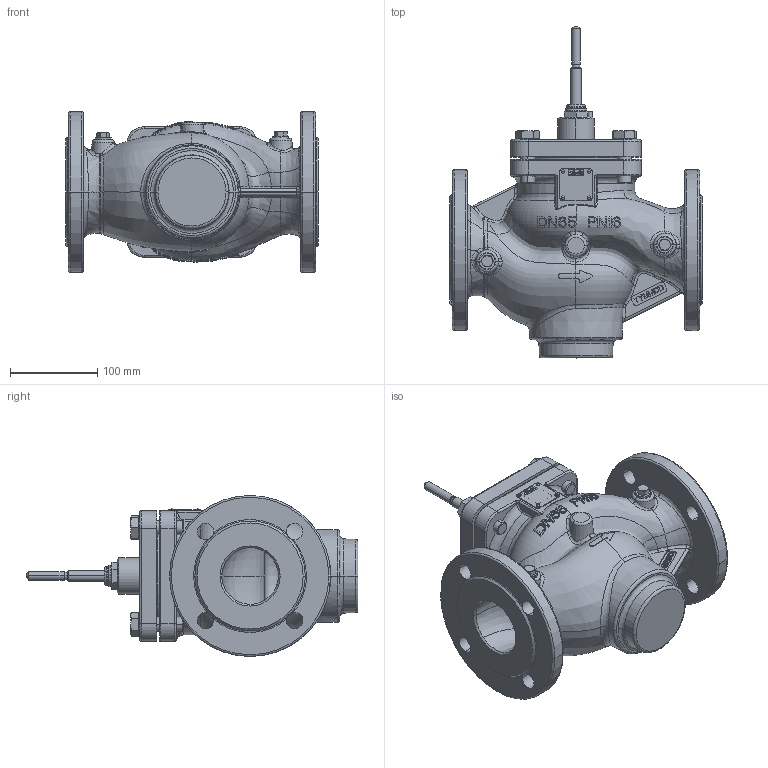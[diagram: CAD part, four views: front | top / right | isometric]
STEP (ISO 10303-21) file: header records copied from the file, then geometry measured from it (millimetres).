
FILE_DESCRIPTION((''),'2;1');
FILE_NAME('065B5500_VFG22_PN16_DN65_ASM','2022-10-28T14:52:53',('U240466'),('Danfoss'),'CREO PARAMETRIC BY PTC INC, 2020342','CREO PARAMETRIC BY PTC INC, 2020342','');
FILE_SCHEMA(('CONFIG_CONTROL_DESIGN'));
Products named in the file (26): 88650000_VALVE_BODY_VFG_DN65_1; 88650700_VALVE_COVER_VFG_DN65_1; 88652420_CON_INSERT_DN65-125_1; 5454070_1; 54590640_1; 8865140_ASM_1_ASM; O_RING_DN65_COVER_1; 88652620_H_S_CONE_PIST_DN65-80_; 88651990_GUIDING_BUSH_DN65-80_1; O_RING_DN65_HOLDER_1; 88651570_Q-RING_HOLDER_DN65-80_; 88652180_VFG_STEM_DN65_1; 88653100_CONE_VFX_DN65-80_1; HEX_NUT_DIN934_M08_1; IGUS_BUSH_10X12X9_1; 88652050_ANTI_STEM_DN65-80_1; 51340080_1; 5184024_1; 5451349_1; 51817290_M5_ZATIC_1; LABEL_PLATE_37X37_1; 5589607_1; 54540510_1; 188610240_1; 065B5500_VFG22_PN16_DN65_ASM_1_ASM; 065B5500_VFG22_PN16_DN65_ASM
Assembly tree (39 placements, depth 4):
  065B5500_VFG22_PN16_DN65_ASM
    065B5500_VFG22_PN16_DN65_ASM_1_ASM
      88650000_VALVE_BODY_VFG_DN65_1
      88650700_VALVE_COVER_VFG_DN65_1
      8865140_ASM_1_ASM
        88652420_CON_INSERT_DN65-125_1
        5454070_1  x2
        54590640_1  x3
      O_RING_DN65_COVER_1
      88652620_H_S_CONE_PIST_DN65-80_
      88651990_GUIDING_BUSH_DN65-80_1
      O_RING_DN65_HOLDER_1
      88651570_Q-RING_HOLDER_DN65-80_
      88652180_VFG_STEM_DN65_1
      88653100_CONE_VFX_DN65-80_1
      HEX_NUT_DIN934_M08_1
      IGUS_BUSH_10X12X9_1
      88652050_ANTI_STEM_DN65-80_1
      51340080_1  x4
      5184024_1  x4
      5451349_1
      51817290_M5_ZATIC_1
      LABEL_PLATE_37X37_1
      5589607_1  x4
      54540510_1  x2
      188610240_1  x2
Bounding box: 290 x 381.5 x 185 mm (x, y, z)
Volume: 3470111.3 mm3; surface area: 611301.7 mm2
Topology: 37 solids, 37 shells, 2739 faces, 7403 edges, 4806 vertices
Faces by surface type: plane 1567, cylinder 396, cone 251, bspline 242, torus 223, extrusion 45, sphere 10, revolution 5
Entity records: 111420 total; most frequent: CARTESIAN_POINT 48841, ORIENTED_EDGE 13910, DIRECTION 11538, EDGE_CURVE 6955, VERTEX_POINT 4550, AXIS2_PLACEMENT_3D 3918, VECTOR 3697, LINE 3652
